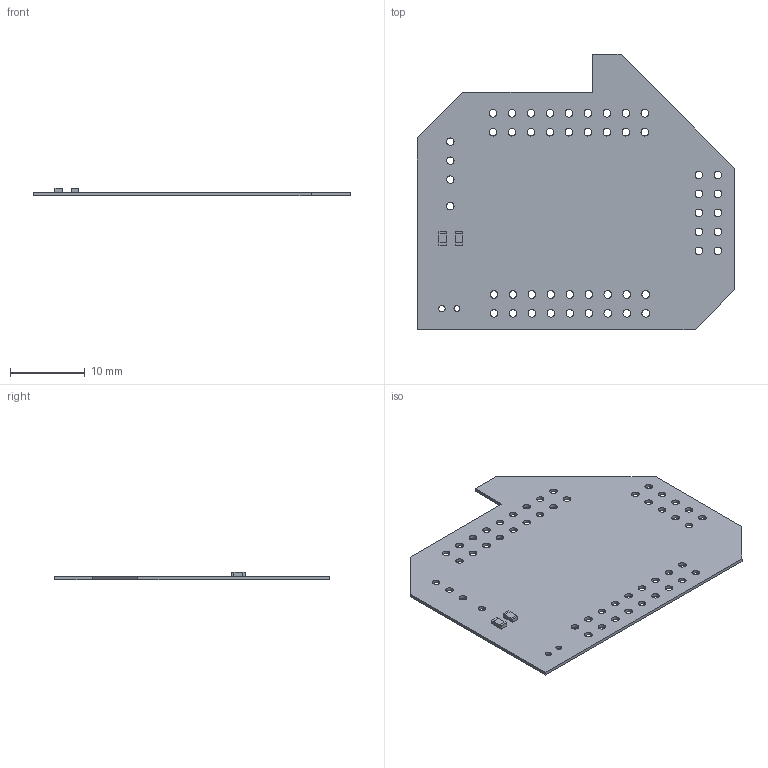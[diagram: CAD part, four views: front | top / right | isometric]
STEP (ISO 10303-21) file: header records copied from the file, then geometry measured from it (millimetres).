
FILE_DESCRIPTION(('Open CASCADE Model'),'2;1');
FILE_NAME('Open CASCADE Shape Model','2022-01-01T19:04:20',('Author'),( 'Open CASCADE'),'Open CASCADE STEP processor 6.8','Open CASCADE 6.8' ,'Unknown');
FILE_SCHEMA(('AUTOMOTIVE_DESIGN { 1 0 10303 214 1 1 1 1 }'));
Length unit declared in the file: millimetre
Products named in the file (9): PCB; Board; Open CASCADE STEP translator 6.8 5.1.1; R2; 6117655312; Extruded; 6117655072; R1
Assembly tree (12 placements, depth 4):
  PCB
    Board
      Open CASCADE STEP translator 6.8 5.1.1
    R2
      6117655312
        Extruded
      6117655072  x2
        Extruded
    R1
      6117655072  x2
        Extruded
      6117655312
        Extruded
Bounding box: 42.55 x 36.83 x 0.96 mm (x, y, z)
Volume: 519.3 mm3; surface area: 2658.7 mm2
Topology: 7 solids, 7 shells, 99 faces, 255 edges, 170 vertices
Faces by surface type: cylinder 52, plane 47
Full cylindrical faces by diameter (mm): 0.762 x1, 0.85 x1, 1 x4, 1.016 x46
Entity records: 2868 total; most frequent: DIRECTION 487, CARTESIAN_POINT 433, ORIENTED_EDGE 414, EDGE_CURVE 207, AXIS2_PLACEMENT_3D 192, FACE_BOUND 179, EDGE_LOOP 179, VERTEX_POINT 138
